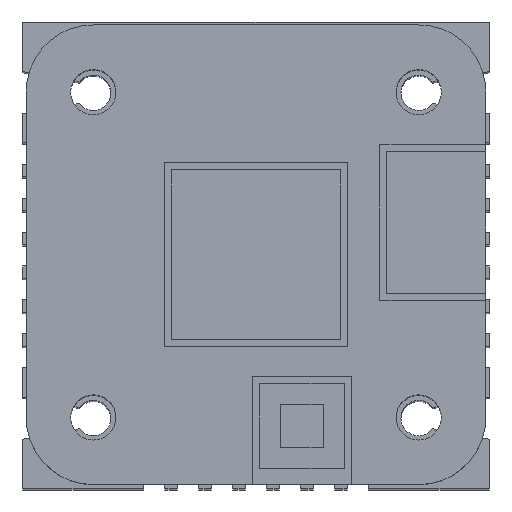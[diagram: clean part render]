
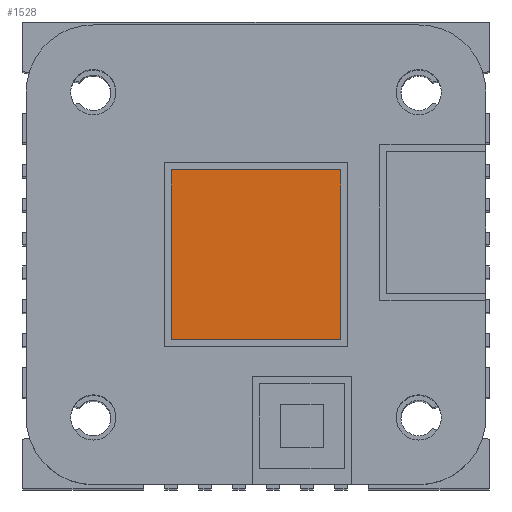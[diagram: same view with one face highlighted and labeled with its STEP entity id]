
A CAD part, top view. The second image highlights one B-rep face of the part: STEP entity #1528.
In plain terms, the highlighted planar face has unit normal (0, 0, 1).
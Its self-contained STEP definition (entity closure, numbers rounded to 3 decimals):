
#1528 = ADVANCED_FACE ( 'NONE', ( #12590 ), #9414, .T. ) ;
#1595 = CARTESIAN_POINT ( 'NONE',  ( 0., 0., 73.5 ) ) ;
#1711 = VERTEX_POINT ( 'NONE', #6261 ) ;
#2017 = LINE ( 'NONE', #12076, #9578 ) ;
#2583 = DIRECTION ( 'NONE',  ( 0., 0., 1. ) ) ;
#2644 = ORIENTED_EDGE ( 'NONE', *, *, #4579, .T. ) ;
#3075 = AXIS2_PLACEMENT_3D ( 'NONE', #1595, #2583, #10333 ) ;
#3344 = ORIENTED_EDGE ( 'NONE', *, *, #10268, .T. ) ;
#3999 = VERTEX_POINT ( 'NONE', #4278 ) ;
#4007 = DIRECTION ( 'NONE',  ( 0., -1., 0. ) ) ;
#4192 = DIRECTION ( 'NONE',  ( 1., 0., 0. ) ) ;
#4197 = CARTESIAN_POINT ( 'NONE',  ( 6., 6., 73.5 ) ) ;
#4278 = CARTESIAN_POINT ( 'NONE',  ( -6., 6., 73.5 ) ) ;
#4283 = ORIENTED_EDGE ( 'NONE', *, *, #4319, .T. ) ;
#4319 = EDGE_CURVE ( 'NONE', #3999, #5834, #6193, .T. ) ;
#4407 = LINE ( 'NONE', #5241, #5504 ) ;
#4579 = EDGE_CURVE ( 'NONE', #1711, #10251, #9829, .T. ) ;
#5241 = CARTESIAN_POINT ( 'NONE',  ( -6., 6., 73.5 ) ) ;
#5504 = VECTOR ( 'NONE', #11065, 1000. ) ;
#5753 = VECTOR ( 'NONE', #4007, 1000. ) ;
#5834 = VERTEX_POINT ( 'NONE', #8506 ) ;
#6193 = LINE ( 'NONE', #9891, #5753 ) ;
#6261 = CARTESIAN_POINT ( 'NONE',  ( 6., -6., 73.5 ) ) ;
#7398 = EDGE_CURVE ( 'NONE', #5834, #1711, #2017, .T. ) ;
#8506 = CARTESIAN_POINT ( 'NONE',  ( -6., -6., 73.5 ) ) ;
#9414 = PLANE ( 'NONE',  #3075 ) ;
#9578 = VECTOR ( 'NONE', #4192, 1000. ) ;
#9829 = LINE ( 'NONE', #12332, #12134 ) ;
#9891 = CARTESIAN_POINT ( 'NONE',  ( -6., 6., 73.5 ) ) ;
#10251 = VERTEX_POINT ( 'NONE', #4197 ) ;
#10268 = EDGE_CURVE ( 'NONE', #10251, #3999, #4407, .T. ) ;
#10333 = DIRECTION ( 'NONE',  ( 1., 0., 0. ) ) ;
#10531 = DIRECTION ( 'NONE',  ( 0., 1., 0. ) ) ;
#10604 = ORIENTED_EDGE ( 'NONE', *, *, #7398, .T. ) ;
#11065 = DIRECTION ( 'NONE',  ( -1., 0., 0. ) ) ;
#12076 = CARTESIAN_POINT ( 'NONE',  ( -6., -6., 73.5 ) ) ;
#12085 = EDGE_LOOP ( 'NONE', ( #4283, #10604, #2644, #3344 ) ) ;
#12134 = VECTOR ( 'NONE', #10531, 1000. ) ;
#12332 = CARTESIAN_POINT ( 'NONE',  ( 6., 6., 73.5 ) ) ;
#12590 = FACE_OUTER_BOUND ( 'NONE', #12085, .T. ) ;
